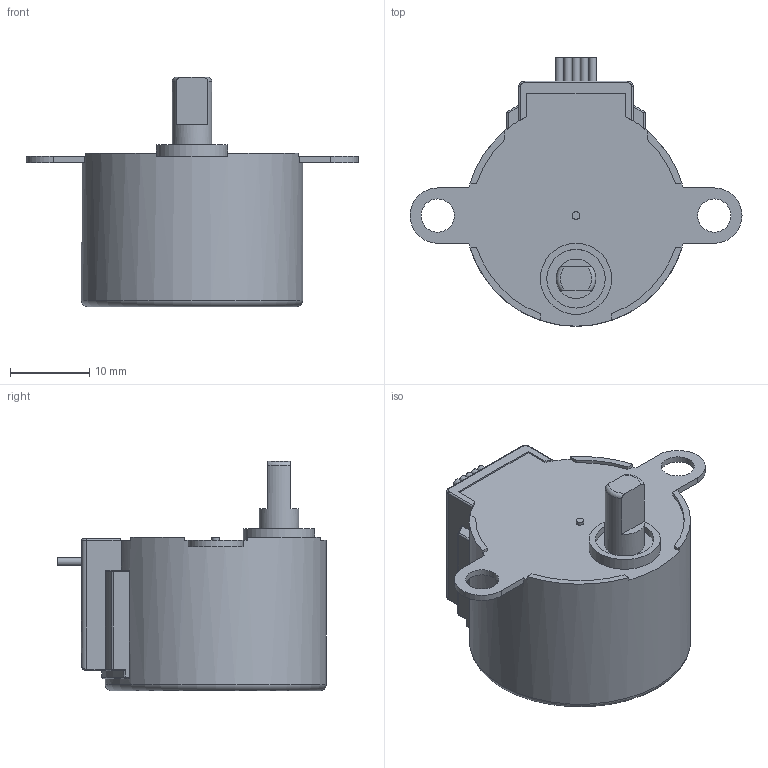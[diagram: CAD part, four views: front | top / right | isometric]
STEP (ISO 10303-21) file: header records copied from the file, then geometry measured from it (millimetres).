
FILE_DESCRIPTION(/* description */ (''),/* implementation_level */ '2;1');
FILE_NAME(/* name */ '28BYJ-48-stepper.stp',/* time_stamp */ '2019-06-12T07:40:39-05:00',/* author */ ('Andrew'),/* organization */ (''),/* preprocessor_version */ 'ST-DEVELOPER v17.2',/* originating_system */ 'Autodesk Inventor 2019',/* authorisation */ '');
FILE_SCHEMA (('AUTOMOTIVE_DESIGN { 1 0 10303 214 3 1 1 }'));
Length unit declared in the file: millimetre
Products named in the file (1): 28BYJ-48-stepper
Bounding box: 42 x 34 x 29 mm (x, y, z)
Volume: 12886.9 mm3; surface area: 3703.1 mm2
Topology: 1 solids, 1 shells, 169 faces, 398 edges, 251 vertices
Faces by surface type: plane 80, cylinder 60, torus 19, sphere 8, bspline 2
Full cylindrical faces by diameter (mm): 1 x7, 2 x2, 4.2 x2, 4.5 x1, 5 x1, 7.4 x1, 9 x1, 28 x1
Entity records: 5375 total; most frequent: CARTESIAN_POINT 1171, DIRECTION 866, ORIENTED_EDGE 792, EDGE_CURVE 396, AXIS2_PLACEMENT_3D 336, VERTEX_POINT 251, EDGE_LOOP 195, LINE 194
